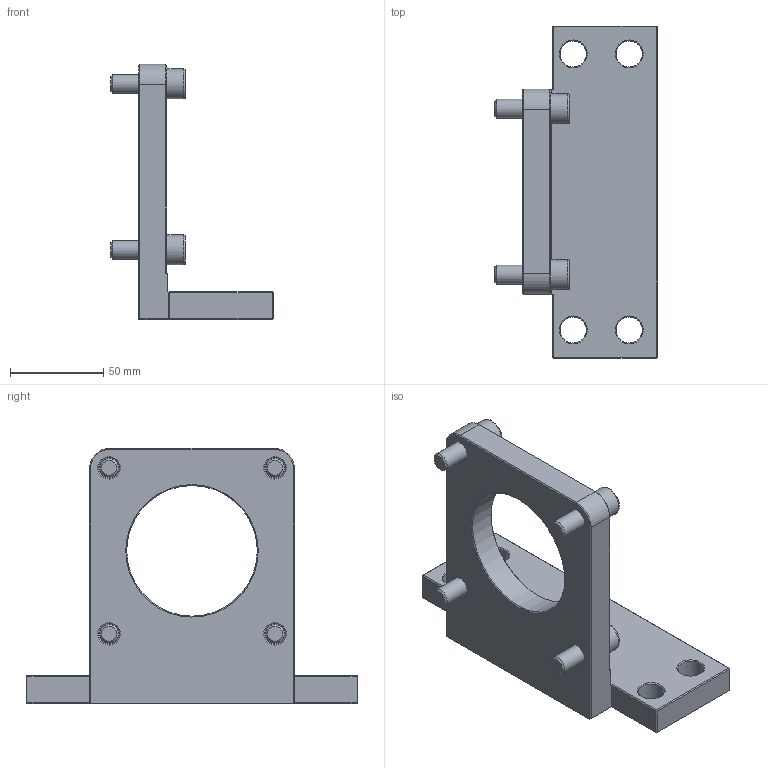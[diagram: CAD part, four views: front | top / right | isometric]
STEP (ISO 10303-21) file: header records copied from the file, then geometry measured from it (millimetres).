
FILE_DESCRIPTION(/* description */ (''),/* implementation_level */ '2;1');
FILE_NAME(/* name */ 'CAD_78955.stp',/* time_stamp */ '2018-02-20T13:13:59+01:00',/* author */ ('Hypex'),/* organization */ ('Hypex'),/* preprocessor_version */ 'ST-DEVELOPER v17',/* originating_system */ 'Autodesk Inventor 2018',/* authorisation */ '');
FILE_SCHEMA (('AUTOMOTIVE_DESIGN { 1 0 10303 214 3 1 1 }'));
Length unit declared in the file: millimetre
Products named in the file (1): CAD_78955
Bounding box: 87 x 178 x 137 mm (x, y, z)
Volume: 320037.9 mm3; surface area: 65928.2 mm2
Topology: 1 solids, 1 shells, 137 faces, 344 edges, 221 vertices
Faces by surface type: plane 80, cone 30, cylinder 19, torus 8
Full cylindrical faces by diameter (mm): 10 x4, 11 x4, 14 x4, 16 x4, 70 x1
Entity records: 4261 total; most frequent: CARTESIAN_POINT 755, DIRECTION 709, ORIENTED_EDGE 680, EDGE_CURVE 340, AXIS2_PLACEMENT_3D 259, VERTEX_POINT 221, LINE 191, VECTOR 191
